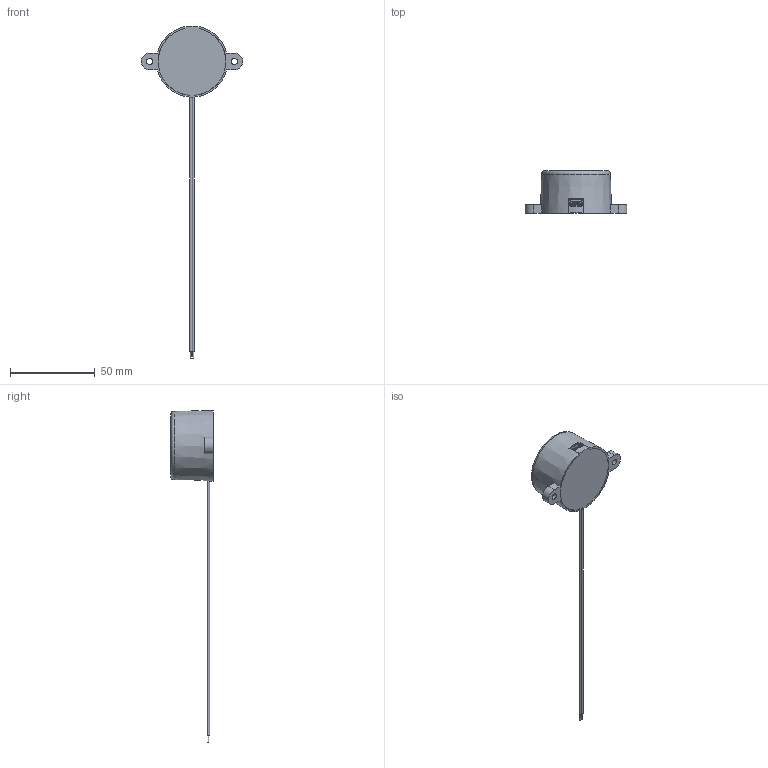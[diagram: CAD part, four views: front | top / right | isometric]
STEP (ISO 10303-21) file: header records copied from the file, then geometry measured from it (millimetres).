
FILE_DESCRIPTION(/* description */ (''),/* implementation_level */ '2;1');
FILE_NAME(/* name */ 'API-4260-LW150-2-R.iam.stp',/* time_stamp */ '2020-05-28T16:33:23-04:00',/* author */ ('Dunn'),/* organization */ (''),/* preprocessor_version */ 'ST-DEVELOPER v16.1',/* originating_system */ 'Autodesk Inventor 2016',/* authorisation */ '');
FILE_SCHEMA (('AUTOMOTIVE_DESIGN { 1 0 10303 214 3 1 1 }'));
Length unit declared in the file: millimetre
Products named in the file (5): Top; pcb; cap; AS03608MR-3-R; API-4260-LW150-2-R
Assembly tree (4 placements, depth 2):
  API-4260-LW150-2-R
    Top
    pcb
    cap
    AS03608MR-3-R
Bounding box: 60 x 25 x 195.85 mm (x, y, z)
Volume: 12670.9 mm3; surface area: 21413 mm2
Topology: 6 solids, 6 shells, 429 faces, 1162 edges, 753 vertices
Faces by surface type: plane 185, cylinder 151, bspline 47, torus 29, cone 17
Full cylindrical faces by diameter (mm): 0.65 x2, 1.4 x8, 3.6 x2, 16.3 x1, 17 x1, 17.05 x1, 30 x1, 31 x1, 32 x2, 34.4 x1, 37.6 x1
Entity records: 15319 total; most frequent: CARTESIAN_POINT 4218, ORIENTED_EDGE 2206, DIRECTION 2167, EDGE_CURVE 1098, AXIS2_PLACEMENT_3D 803, VERTEX_POINT 746, LINE 561, VECTOR 561
